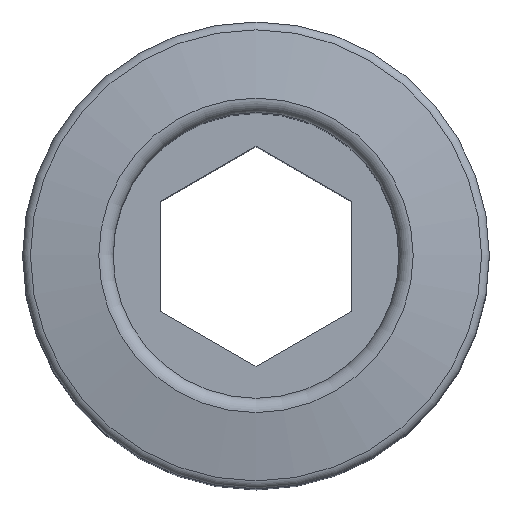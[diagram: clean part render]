
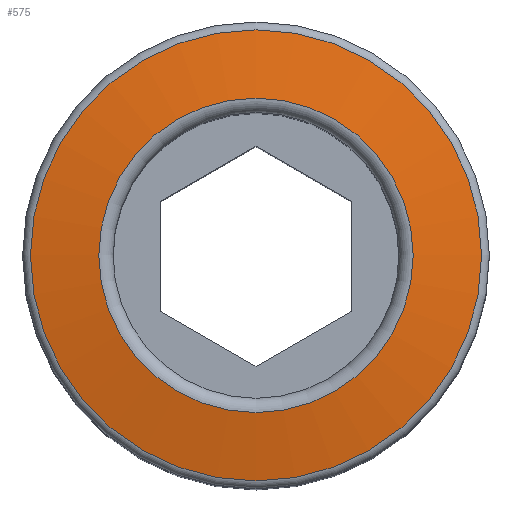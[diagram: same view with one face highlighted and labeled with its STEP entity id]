
A CAD part, top view. The second image highlights one B-rep face of the part: STEP entity #575.
In plain terms, the highlighted conical face has half-angle 80 degrees and reference radius 3.3 mm.
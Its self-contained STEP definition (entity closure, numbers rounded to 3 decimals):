
#20=CONICAL_SURFACE('',#613,3.3,1.396);
#90=ORIENTED_EDGE('',*,*,#168,.F.);
#91=ORIENTED_EDGE('',*,*,#167,.T.);
#167=EDGE_CURVE('',#207,#207,#229,.T.);
#168=EDGE_CURVE('',#208,#208,#230,.T.);
#207=VERTEX_POINT('',#814);
#208=VERTEX_POINT('',#817);
#229=CIRCLE('',#612,3.3);
#230=CIRCLE('',#614,4.735);
#256=EDGE_LOOP('',(#90));
#257=EDGE_LOOP('',(#91));
#308=FACE_BOUND('',#256,.T.);
#309=FACE_BOUND('',#257,.T.);
#575=ADVANCED_FACE('',(#308,#309),#20,.T.);
#612=AXIS2_PLACEMENT_3D('',#813,#684,#685);
#613=AXIS2_PLACEMENT_3D('',#815,#686,#687);
#614=AXIS2_PLACEMENT_3D('',#816,#688,#689);
#684=DIRECTION('',(0.,0.,-1.));
#685=DIRECTION('',(-1.,0.,0.));
#686=DIRECTION('',(0.,0.,-1.));
#687=DIRECTION('',(-1.,0.,0.));
#688=DIRECTION('',(0.,0.,-1.));
#689=DIRECTION('',(-1.,0.,0.));
#813=CARTESIAN_POINT('',(0.,0.,15.4));
#814=CARTESIAN_POINT('',(-3.3,0.,15.4));
#815=CARTESIAN_POINT('',(0.,0.,15.4));
#816=CARTESIAN_POINT('',(0.,0.,15.147));
#817=CARTESIAN_POINT('',(-4.735,0.,15.147));
